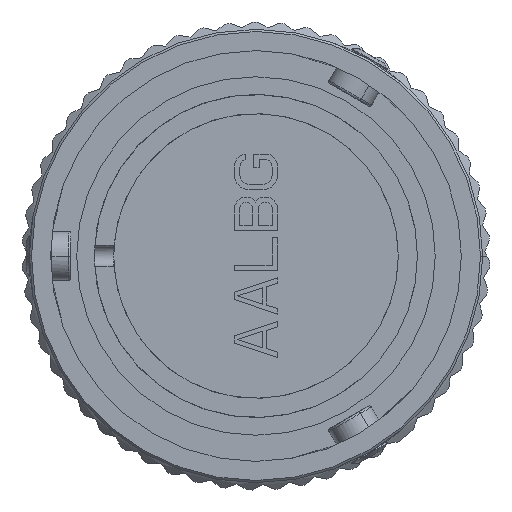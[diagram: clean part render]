
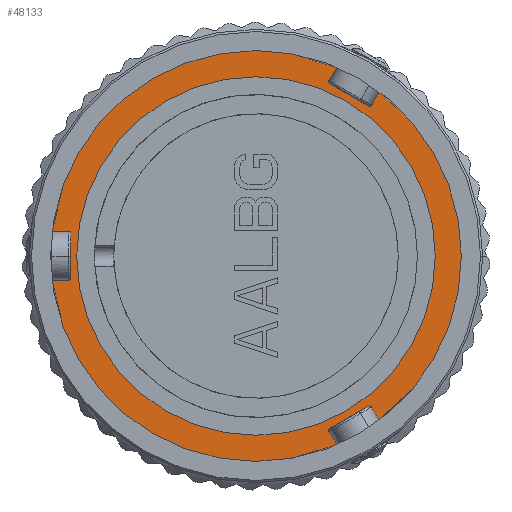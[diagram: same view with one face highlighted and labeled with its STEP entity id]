
A CAD part, left-side view. The second image highlights one B-rep face of the part: STEP entity #48133.
In plain terms, the highlighted planar face has unit normal (-1, 0, 0).
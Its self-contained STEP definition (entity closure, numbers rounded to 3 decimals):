
#3435=CARTESIAN_POINT('',(20.26,0.,0.));
#3436=DIRECTION('',(-1.,0.,0.));
#3437=DIRECTION('',(0.,-1.,-0.001));
#3438=AXIS2_PLACEMENT_3D('',#3435,#3436,#3437);
#3602=CARTESIAN_POINT('',(20.26,0.,0.));
#3603=DIRECTION('',(-1.,0.,0.));
#3604=DIRECTION('',(0.,1.,0.001));
#3605=AXIS2_PLACEMENT_3D('',#3602,#3603,#3604);
#3917=CARTESIAN_POINT('',(20.26,0.,0.));
#3918=DIRECTION('',(1.,0.,0.));
#3919=DIRECTION('',(0.,1.,0.));
#3920=AXIS2_PLACEMENT_3D('',#3917,#3918,#3919);
#3922=CARTESIAN_POINT('',(20.26,0.,0.));
#3923=DIRECTION('',(1.,0.,0.));
#3924=DIRECTION('',(0.,-1.,0.));
#3925=AXIS2_PLACEMENT_3D('',#3922,#3923,#3924);
#43574=CARTESIAN_POINT('',(20.26,16.46,0.));
#43575=CARTESIAN_POINT('',(20.26,-16.46,0.));
#43576=VERTEX_POINT('',#43574);
#43577=VERTEX_POINT('',#43575);
#43622=CARTESIAN_POINT('',(20.26,18.86,0.012));
#43623=CARTESIAN_POINT('',(20.26,-18.86,-0.012));
#43624=VERTEX_POINT('',#43622);
#43625=VERTEX_POINT('',#43623);
#48117=CARTESIAN_POINT('',(20.26,0.,0.));
#48118=DIRECTION('',(1.,0.,0.));
#48119=DIRECTION('',(0.,0.,1.));
#48120=AXIS2_PLACEMENT_3D('',#48117,#48118,#48119);
#48121=PLANE('1113',#48120);
#48123=ORIENTED_EDGE('11365',*,*,#48122,.F.);
#48124=ORIENTED_EDGE('11367',*,*,#48084,.F.);
#48125=EDGE_LOOP('1113',(#48123,#48124));
#48126=FACE_OUTER_BOUND('1113',#48125,.F.);
#48128=ORIENTED_EDGE('11337',*,*,#48127,.F.);
#48130=ORIENTED_EDGE('11338',*,*,#48129,.F.);
#48131=EDGE_LOOP('1113',(#48128,#48130));
#48132=FACE_BOUND('1113',#48131,.F.);
#3439=CIRCLE('11367',#3438,18.86);
#3606=CIRCLE('11365',#3605,18.86);
#3921=CIRCLE('11337',#3920,16.46);
#3926=CIRCLE('11338',#3925,16.46);
#48084=EDGE_CURVE('11367',#43625,#43624,#3439,.T.);
#48122=EDGE_CURVE('11365',#43624,#43625,#3606,.T.);
#48127=EDGE_CURVE('11337',#43576,#43577,#3921,.T.);
#48129=EDGE_CURVE('11338',#43577,#43576,#3926,.T.);
#48133=ADVANCED_FACE('1113',(#48126,#48132),#48121,.F.);
